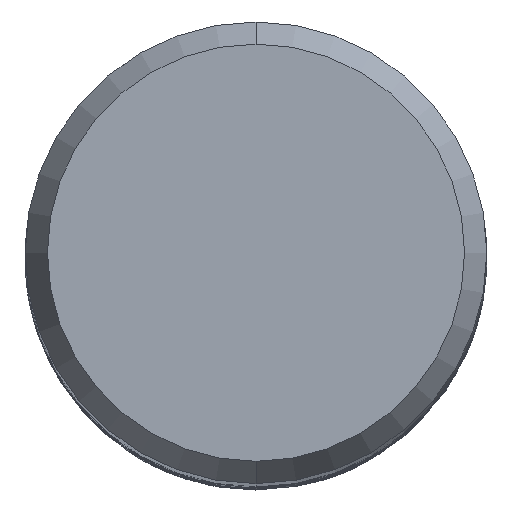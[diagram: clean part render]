
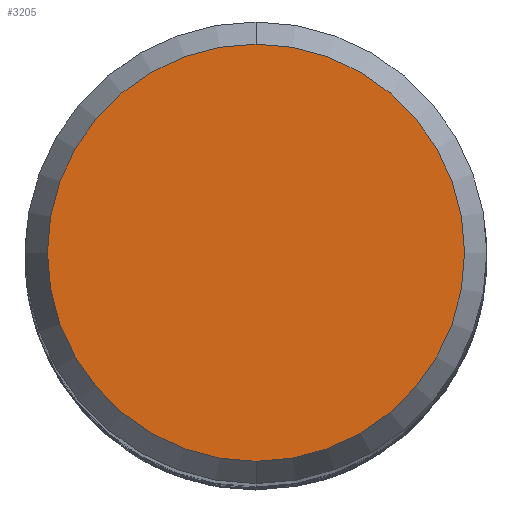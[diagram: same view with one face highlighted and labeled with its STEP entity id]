
A CAD part, top view. The second image highlights one B-rep face of the part: STEP entity #3205.
In plain terms, the highlighted planar face has unit normal (0, 0, 1).
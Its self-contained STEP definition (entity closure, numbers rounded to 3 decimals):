
#1501=VERTEX_POINT('',#4024);
#2075=VERTEX_POINT('',#4649);
#2323=EDGE_CURVE('',#2075,#1501,#4916,.T.);
#2553=EDGE_CURVE('',#1501,#2075,#5170,.T.);
#3205=ADVANCED_FACE('',(#5867),#5868,.T.);
#4024=CARTESIAN_POINT('',(0.0,5.423,0.0));
#4649=CARTESIAN_POINT('',(0.,-5.423,0.0));
#4916=CIRCLE('',#20977,5.423);
#5170=CIRCLE('',#24901,5.423);
#5867=FACE_OUTER_BOUND('',#32479,.T.);
#5868=PLANE('',#32480);
#20977=AXIS2_PLACEMENT_3D('',#41674,#41675,#41676);
#24901=AXIS2_PLACEMENT_3D('',#42018,#42019,#42020);
#32479=EDGE_LOOP('',(#42667,#42668));
#32480=AXIS2_PLACEMENT_3D('',#42669,#42670,#42671);
#41674=CARTESIAN_POINT('',(0.0,0.0,0.0));
#41675=DIRECTION('',(0.0,0.0,-1.0));
#41676=DIRECTION('',(0.0,1.0,0.0));
#42018=CARTESIAN_POINT('',(0.0,0.0,0.0));
#42019=DIRECTION('',(0.0,0.0,-1.0));
#42020=DIRECTION('',(0.0,1.0,0.0));
#42667=ORIENTED_EDGE('',*,*,#2553,.F.);
#42668=ORIENTED_EDGE('',*,*,#2323,.F.);
#42669=CARTESIAN_POINT('',(0.0,2.711,0.0));
#42670=DIRECTION('',(-0.0,0.0,1.0));
#42671=DIRECTION('',(0.0,-1.0,0.0));
